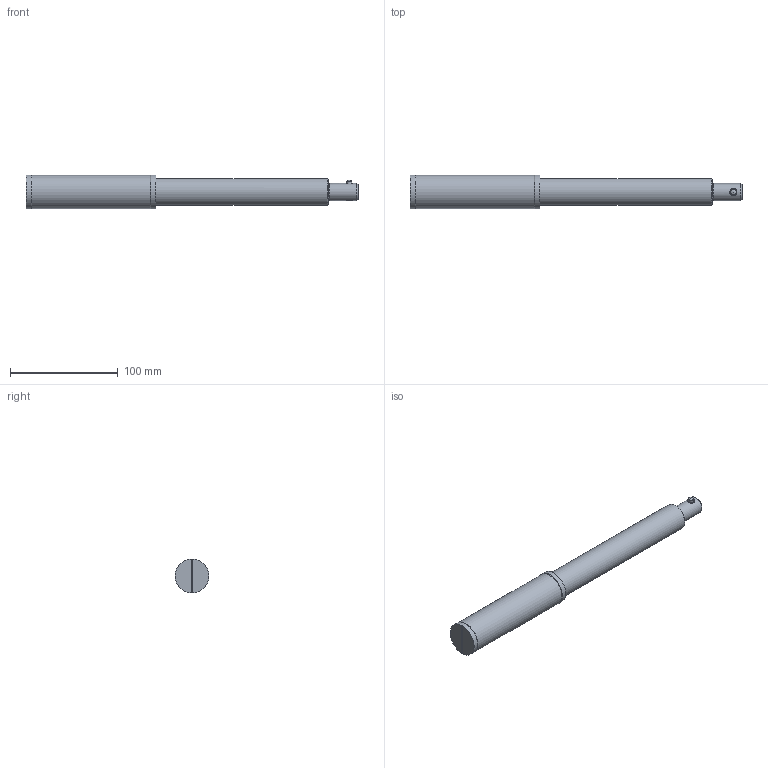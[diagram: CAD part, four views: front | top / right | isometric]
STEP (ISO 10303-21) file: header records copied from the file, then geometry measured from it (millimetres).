
FILE_DESCRIPTION( ( 'Unknown' ), '1' );
FILE_NAME( '765599900-B.stp', 'Unknown', ( 'Unknown' ), ( 'Unknown' ), 'PSStep 15.0.49', 'Unknown', ' ' );
FILE_SCHEMA( ( 'AUTOMOTIVE_DESIGN { 1 0 10303 214 1 1 1 1 }' ) );
Length unit declared in the file: millimetre
Products named in the file (1): 0006864
Bounding box: 307.6 x 31.4 x 31.4 mm (x, y, z)
Volume: 93928.1 mm3; surface area: 49349.8 mm2
Topology: 1 solids, 3 shells, 214 faces, 677 edges, 407 vertices
Faces by surface type: plane 118, cone 63, cylinder 28, torus 4, sphere 1
Full cylindrical faces by diameter (mm): 4.3 x1, 4.8 x1, 6 x2, 6.7 x1, 16 x1, 19 x13, 21 x1, 25 x1, 31 x1, 31.4 x2
Entity records: 9194 total; most frequent: CARTESIAN_POINT 1833, ORIENTED_EDGE 1180, DIRECTION 1154, EDGE_CURVE 590, AXIS2_PLACEMENT_3D 463, VERTEX_POINT 372, EDGE_LOOP 308, CIRCLE 248
